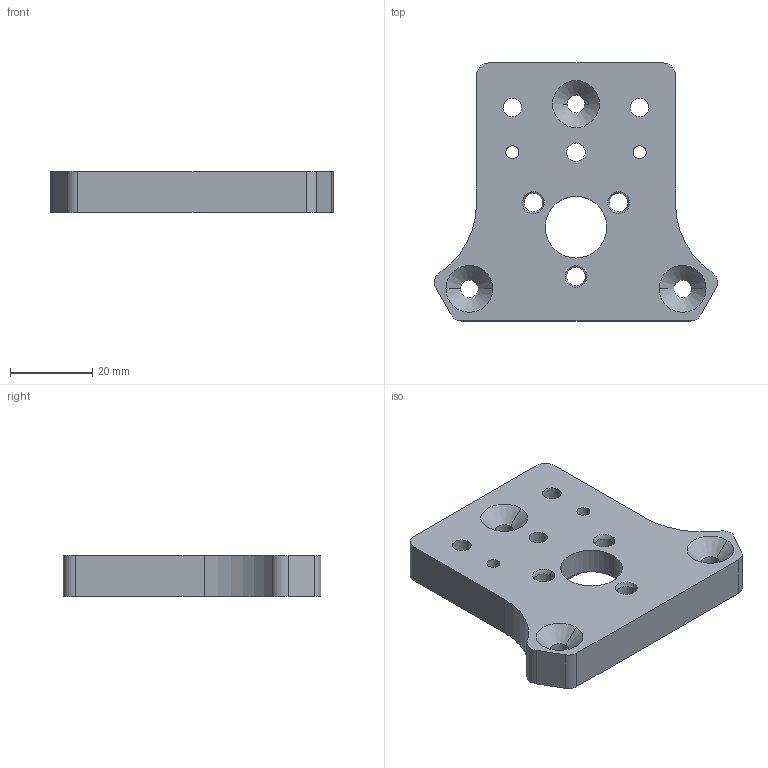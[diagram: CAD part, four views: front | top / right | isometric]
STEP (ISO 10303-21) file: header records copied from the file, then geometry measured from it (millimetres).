
FILE_DESCRIPTION (( 'STEP AP214' ), '1' );
FILE_NAME ('Main Plate.step', '2019-11-11T12:28:38', ( '' ), ( '' ), 'SwSTEP 2.0', 'SolidWorks 2019', '' );
FILE_SCHEMA (( 'AUTOMOTIVE_DESIGN' ));
Length unit declared in the file: millimetre
Products named in the file (1): Main Plate
Bounding box: 68.94 x 62.83 x 10 mm (x, y, z)
Volume: 27755.9 mm3; surface area: 10268.3 mm2
Topology: 1 solids, 1 shells, 73 faces, 190 edges, 120 vertices
Faces by surface type: cylinder 37, cone 18, plane 12, sphere 6
Entity records: 2354 total; most frequent: DIRECTION 446, CARTESIAN_POINT 384, ORIENTED_EDGE 380, EDGE_CURVE 190, AXIS2_PLACEMENT_3D 182, VERTEX_POINT 120, CIRCLE 108, EDGE_LOOP 98
